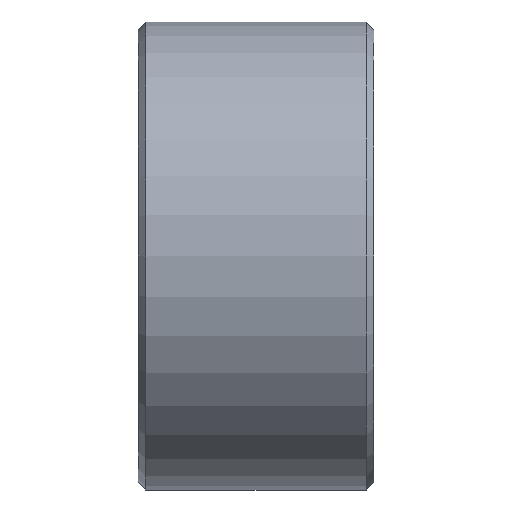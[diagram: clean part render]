
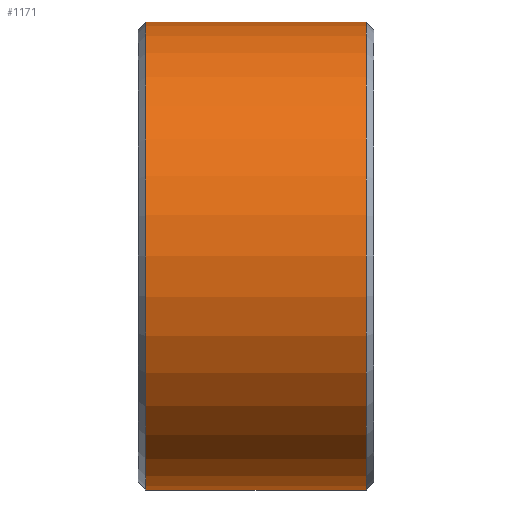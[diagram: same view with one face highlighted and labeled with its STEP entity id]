
A CAD part, left-side view. The second image highlights one B-rep face of the part: STEP entity #1171.
In plain terms, the highlighted cylindrical face has radius 2.975 mm (diameter 5.95 mm), a partial arc.
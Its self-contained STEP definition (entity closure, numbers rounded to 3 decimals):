
#40 = CIRCLE ( 'NONE', #1377, 2.975 ) ;
#58 = VERTEX_POINT ( 'NONE', #113 ) ;
#84 = ORIENTED_EDGE ( 'NONE', *, *, #3405, .T. ) ;
#107 = EDGE_CURVE ( 'NONE', #58, #2379, #2408, .T. ) ;
#113 = CARTESIAN_POINT ( 'NONE',  ( 0., 1.4, -2.975 ) ) ;
#148 = FACE_OUTER_BOUND ( 'NONE', #2390, .T. ) ;
#304 = CYLINDRICAL_SURFACE ( 'NONE', #3233, 2.975 ) ;
#343 = DIRECTION ( 'NONE',  ( 0., 0., 1. ) ) ;
#346 = EDGE_CURVE ( 'NONE', #2379, #3007, #2472, .T. ) ;
#422 = ORIENTED_EDGE ( 'NONE', *, *, #1217, .F. ) ;
#500 = CARTESIAN_POINT ( 'NONE',  ( 0., -1.4, 2.975 ) ) ;
#596 = DIRECTION ( 'NONE',  ( 0., -1., 0. ) ) ;
#852 = DIRECTION ( 'NONE',  ( 0., -1., 0. ) ) ;
#890 = CARTESIAN_POINT ( 'NONE',  ( 0., 1.4, 2.975 ) ) ;
#908 = DIRECTION ( 'NONE',  ( 0., -1., 0. ) ) ;
#937 = CARTESIAN_POINT ( 'NONE',  ( 0., 1.4, 0. ) ) ;
#1165 = DIRECTION ( 'NONE',  ( 0., -1., 0. ) ) ;
#1171 = ADVANCED_FACE ( 'NONE', ( #148 ), #304, .T. ) ;
#1217 = EDGE_CURVE ( 'NONE', #2218, #3007, #2937, .T. ) ;
#1377 = AXIS2_PLACEMENT_3D ( 'NONE', #937, #1165, #343 ) ;
#1691 = DIRECTION ( 'NONE',  ( 0., 0., -1. ) ) ;
#1695 = CARTESIAN_POINT ( 'NONE',  ( 0., 1.5, -2.975 ) ) ;
#1707 = DIRECTION ( 'NONE',  ( 0., 0., 1. ) ) ;
#1730 = DIRECTION ( 'NONE',  ( 0., 1., 0. ) ) ;
#1912 = ORIENTED_EDGE ( 'NONE', *, *, #346, .T. ) ;
#2218 = VERTEX_POINT ( 'NONE', #890 ) ;
#2219 = VECTOR ( 'NONE', #596, 1000. ) ;
#2370 = AXIS2_PLACEMENT_3D ( 'NONE', #3335, #1730, #1707 ) ;
#2379 = VERTEX_POINT ( 'NONE', #2539 ) ;
#2390 = EDGE_LOOP ( 'NONE', ( #422, #84, #3106, #1912 ) ) ;
#2408 = LINE ( 'NONE', #1695, #3050 ) ;
#2446 = CARTESIAN_POINT ( 'NONE',  ( 0., 1.5, 2.975 ) ) ;
#2472 = CIRCLE ( 'NONE', #2370, 2.975 ) ;
#2539 = CARTESIAN_POINT ( 'NONE',  ( 0., -1.4, -2.975 ) ) ;
#2937 = LINE ( 'NONE', #2446, #2219 ) ;
#3007 = VERTEX_POINT ( 'NONE', #500 ) ;
#3050 = VECTOR ( 'NONE', #908, 1000. ) ;
#3106 = ORIENTED_EDGE ( 'NONE', *, *, #107, .T. ) ;
#3233 = AXIS2_PLACEMENT_3D ( 'NONE', #3307, #852, #1691 ) ;
#3307 = CARTESIAN_POINT ( 'NONE',  ( 0., 1.5, 0. ) ) ;
#3335 = CARTESIAN_POINT ( 'NONE',  ( 0., -1.4, 0. ) ) ;
#3405 = EDGE_CURVE ( 'NONE', #2218, #58, #40, .T. ) ;
